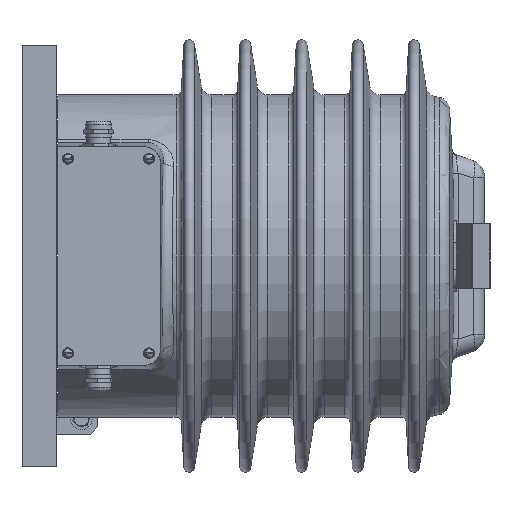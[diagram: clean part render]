
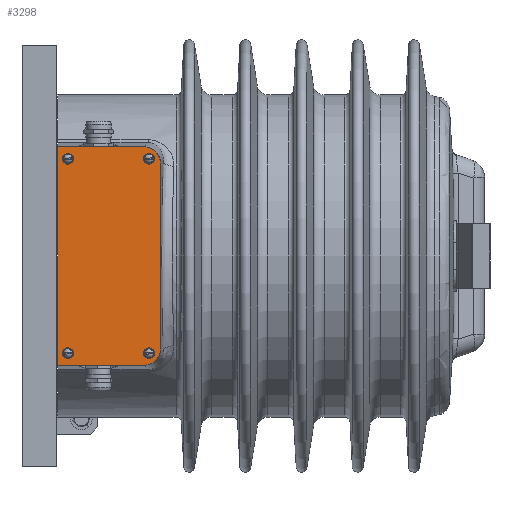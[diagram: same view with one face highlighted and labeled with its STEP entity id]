
A CAD part, left-side view. The second image highlights one B-rep face of the part: STEP entity #3298.
In plain terms, the highlighted face is planar.
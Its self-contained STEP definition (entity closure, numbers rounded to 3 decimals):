
#3298=ADVANCED_FACE('',(#11731,#11733,#11735,#11737,#11739),#11741,.T.);
#11731=FACE_BOUND('',#11732,.T.);
#11732=EDGE_LOOP('',(#23411,#23412,#23413,#23414,#23415,#23416));
#11733=FACE_BOUND('',#11734,.T.);
#11734=EDGE_LOOP('',(#23417));
#11735=FACE_BOUND('',#11736,.T.);
#11736=EDGE_LOOP('',(#23418));
#11737=FACE_BOUND('',#11738,.T.);
#11738=EDGE_LOOP('',(#23419));
#11739=FACE_BOUND('',#11740,.T.);
#11740=EDGE_LOOP('',(#23420));
#11741=PLANE('',#11742);
#11742=AXIS2_PLACEMENT_3D('',#11743,#11744,#11745);
#11743=CARTESIAN_POINT('',(190.,0.,0.));
#11744=DIRECTION('',(1.,0.,0.));
#11745=DIRECTION('',(-0.,0.,1.));
#23411=ORIENTED_EDGE('',*,*,#27595,.T.);
#23412=ORIENTED_EDGE('',*,*,#27593,.T.);
#23413=ORIENTED_EDGE('',*,*,#27591,.T.);
#23414=ORIENTED_EDGE('',*,*,#27589,.T.);
#23415=ORIENTED_EDGE('',*,*,#27587,.T.);
#23416=ORIENTED_EDGE('',*,*,#27585,.T.);
#23417=ORIENTED_EDGE('',*,*,#27596,.T.);
#23418=ORIENTED_EDGE('',*,*,#27597,.T.);
#23419=ORIENTED_EDGE('',*,*,#27598,.T.);
#23420=ORIENTED_EDGE('',*,*,#27599,.T.);
#27585=EDGE_CURVE('',#29837,#29835,#29838,.T.);
#27587=EDGE_CURVE('',#29840,#29837,#29841,.T.);
#27589=EDGE_CURVE('',#29843,#29840,#29844,.T.);
#27591=EDGE_CURVE('',#29846,#29843,#29847,.T.);
#27593=EDGE_CURVE('',#29849,#29846,#29850,.T.);
#27595=EDGE_CURVE('',#29835,#29849,#29852,.T.);
#27596=EDGE_CURVE('',#29853,#29853,#29854,.F.);
#27597=EDGE_CURVE('',#29855,#29855,#29856,.F.);
#27598=EDGE_CURVE('',#29857,#29857,#29858,.F.);
#27599=EDGE_CURVE('',#29859,#29859,#29860,.F.);
#29835=VERTEX_POINT('',#33707);
#29837=VERTEX_POINT('',#33711);
#29838=LINE('',#33712,#33713);
#29840=VERTEX_POINT('',#33718);
#29841=LINE('',#33719,#33720);
#29843=VERTEX_POINT('',#33725);
#29844=(BOUNDED_CURVE()B_SPLINE_CURVE(3,
(#33726,#33727,#33728,#33729),
.UNSPECIFIED.,.F.,.F.)B_SPLINE_CURVE_WITH_KNOTS((4,4),
(0.,1.),
.UNSPECIFIED.)CURVE()GEOMETRIC_REPRESENTATION_ITEM()RATIONAL_B_SPLINE_CURVE((1.,
0.805,0.805,1.))REPRESENTATION_ITEM(''));
#29846=VERTEX_POINT('',#33733);
#29847=LINE('',#33734,#33735);
#29849=VERTEX_POINT('',#33740);
#29850=(BOUNDED_CURVE()B_SPLINE_CURVE(3,
(#33741,#33742,#33743,#33744),
.UNSPECIFIED.,.F.,.F.)B_SPLINE_CURVE_WITH_KNOTS((4,4),
(0.,1.),
.UNSPECIFIED.)CURVE()GEOMETRIC_REPRESENTATION_ITEM()RATIONAL_B_SPLINE_CURVE((1.,
0.805,0.805,1.))REPRESENTATION_ITEM(''));
#29852=LINE('',#33748,#33749);
#29853=VERTEX_POINT('',#33751);
#29854=CIRCLE('',#33752,5.);
#29855=VERTEX_POINT('',#33756);
#29856=CIRCLE('',#33757,5.);
#29857=VERTEX_POINT('',#33761);
#29858=CIRCLE('',#33762,5.);
#29859=VERTEX_POINT('',#33766);
#29860=CIRCLE('',#33767,5.);
#33707=CARTESIAN_POINT('',(190.,295.05,101.));
#33711=CARTESIAN_POINT('',(190.,295.05,-101.));
#33712=CARTESIAN_POINT('',(190.,295.05,-101.));
#33713=VECTOR('',#33714,1.);
#33714=DIRECTION('',(0.,0.,1.));
#33718=CARTESIAN_POINT('',(190.,215.029,-101.));
#33719=CARTESIAN_POINT('',(190.,215.029,-101.));
#33720=VECTOR('',#33721,1.);
#33721=DIRECTION('',(0.,1.,0.));
#33725=CARTESIAN_POINT('',(190.,200.05,-86.021));
#33726=CARTESIAN_POINT('',(190.,200.05,-86.021));
#33727=CARTESIAN_POINT('',(190.,200.05,-94.8));
#33728=CARTESIAN_POINT('',(190.,206.249,-101.));
#33729=CARTESIAN_POINT('',(190.,215.029,-101.));
#33733=CARTESIAN_POINT('',(190.,200.05,86.021));
#33734=CARTESIAN_POINT('',(190.,200.05,86.021));
#33735=VECTOR('',#33736,1.);
#33736=DIRECTION('',(0.,0.,-1.));
#33740=CARTESIAN_POINT('',(190.,215.029,101.));
#33741=CARTESIAN_POINT('',(190.,215.029,101.));
#33742=CARTESIAN_POINT('',(190.,206.249,101.));
#33743=CARTESIAN_POINT('',(190.,200.05,94.8));
#33744=CARTESIAN_POINT('',(190.,200.05,86.021));
#33748=CARTESIAN_POINT('',(190.,295.05,101.));
#33749=VECTOR('',#33750,1.);
#33750=DIRECTION('',(0.,-1.,0.));
#33751=CARTESIAN_POINT('',(190.,285.55,-85.));
#33752=AXIS2_PLACEMENT_3D('',#33753,#33754,#33755);
#33753=CARTESIAN_POINT('',(190.,285.55,-90.));
#33754=DIRECTION('',(1.,0.,0.));
#33755=DIRECTION('',(0.,0.,1.));
#33756=CARTESIAN_POINT('',(190.,210.55,-85.));
#33757=AXIS2_PLACEMENT_3D('',#33758,#33759,#33760);
#33758=CARTESIAN_POINT('',(190.,210.55,-90.));
#33759=DIRECTION('',(1.,0.,0.));
#33760=DIRECTION('',(0.,0.,1.));
#33761=CARTESIAN_POINT('',(190.,210.55,95.));
#33762=AXIS2_PLACEMENT_3D('',#33763,#33764,#33765);
#33763=CARTESIAN_POINT('',(190.,210.55,90.));
#33764=DIRECTION('',(1.,0.,0.));
#33765=DIRECTION('',(0.,0.,1.));
#33766=CARTESIAN_POINT('',(190.,285.55,95.));
#33767=AXIS2_PLACEMENT_3D('',#33768,#33769,#33770);
#33768=CARTESIAN_POINT('',(190.,285.55,90.));
#33769=DIRECTION('',(1.,0.,0.));
#33770=DIRECTION('',(0.,0.,1.));
